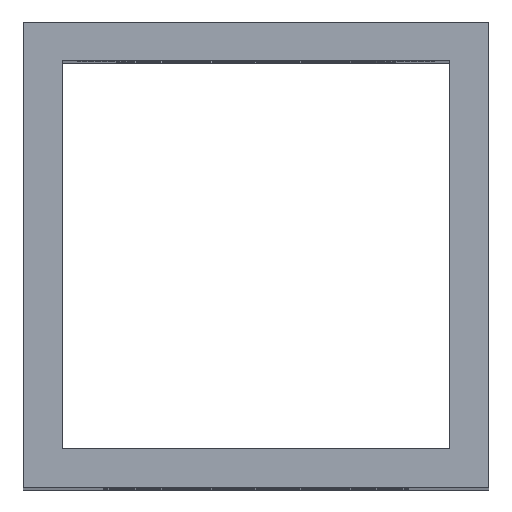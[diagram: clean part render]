
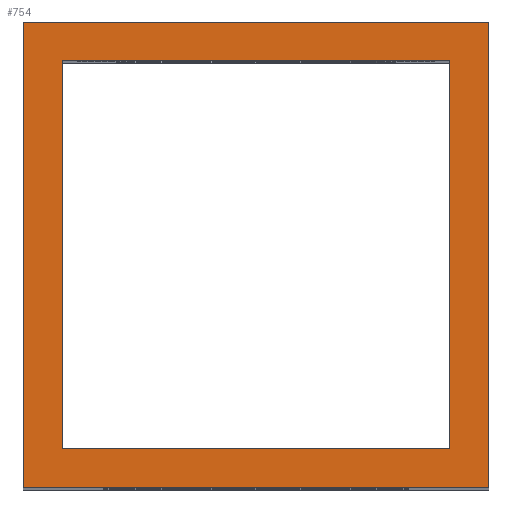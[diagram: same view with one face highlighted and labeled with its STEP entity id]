
A CAD part, top view. The second image highlights one B-rep face of the part: STEP entity #754.
In plain terms, the highlighted planar face has unit normal (0, 0, 1).
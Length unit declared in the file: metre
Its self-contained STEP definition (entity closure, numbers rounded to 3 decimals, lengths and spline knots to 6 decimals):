
#23=PLANE('',#835);
#40=LINE('',#1153,#81);
#47=LINE('',#1187,#88);
#53=LINE('',#1217,#94);
#55=LINE('',#1223,#96);
#56=LINE('',#1225,#97);
#57=LINE('',#1226,#98);
#58=LINE('',#1229,#99);
#59=LINE('',#1230,#100);
#81=VECTOR('',#922,1.);
#88=VECTOR('',#951,1.);
#94=VECTOR('',#981,1.);
#96=VECTOR('',#987,1.);
#97=VECTOR('',#988,1.);
#98=VECTOR('',#989,1.);
#99=VECTOR('',#990,1.);
#100=VECTOR('',#991,1.);
#171=ORIENTED_EDGE('',*,*,#354,.T.);
#172=ORIENTED_EDGE('',*,*,#351,.T.);
#173=ORIENTED_EDGE('',*,*,#318,.T.);
#174=ORIENTED_EDGE('',*,*,#355,.T.);
#175=ORIENTED_EDGE('',*,*,#356,.F.);
#176=ORIENTED_EDGE('',*,*,#357,.F.);
#177=ORIENTED_EDGE('',*,*,#335,.F.);
#178=ORIENTED_EDGE('',*,*,#358,.F.);
#318=EDGE_CURVE('',#412,#411,#40,.T.);
#335=EDGE_CURVE('',#427,#428,#47,.T.);
#351=EDGE_CURVE('',#440,#412,#53,.T.);
#354=EDGE_CURVE('',#442,#440,#55,.T.);
#355=EDGE_CURVE('',#411,#442,#56,.T.);
#356=EDGE_CURVE('',#443,#444,#57,.T.);
#357=EDGE_CURVE('',#428,#443,#58,.T.);
#358=EDGE_CURVE('',#444,#427,#59,.T.);
#411=VERTEX_POINT('',#1152);
#412=VERTEX_POINT('',#1154);
#427=VERTEX_POINT('',#1186);
#428=VERTEX_POINT('',#1188);
#440=VERTEX_POINT('',#1218);
#442=VERTEX_POINT('',#1224);
#443=VERTEX_POINT('',#1227);
#444=VERTEX_POINT('',#1228);
#545=EDGE_LOOP('',(#171,#172,#173,#174));
#546=EDGE_LOOP('',(#175,#176,#177,#178));
#644=FACE_BOUND('',#545,.T.);
#645=FACE_BOUND('',#546,.T.);
#754=ADVANCED_FACE('',(#644,#645),#23,.F.);
#835=AXIS2_PLACEMENT_3D('',#1222,#985,#986);
#922=DIRECTION('',(0.,-1.,0.));
#951=DIRECTION('',(0.,-1.,0.));
#981=DIRECTION('',(-1.,0.,0.));
#985=DIRECTION('',(0.,0.,-1.));
#986=DIRECTION('',(-1.,0.,0.));
#987=DIRECTION('',(0.,1.,0.));
#988=DIRECTION('',(1.,0.,0.));
#989=DIRECTION('',(0.,1.,0.));
#990=DIRECTION('',(1.,0.,0.));
#991=DIRECTION('',(-1.,0.,0.));
#1152=CARTESIAN_POINT('',(-0.01905,-0.01905,0.064));
#1153=CARTESIAN_POINT('',(-0.01905,-0.01905,0.064));
#1154=CARTESIAN_POINT('',(-0.01905,0.01905,0.064));
#1186=CARTESIAN_POINT('',(-0.015875,0.015875,0.064));
#1187=CARTESIAN_POINT('',(-0.015875,-0.015875,0.064));
#1188=CARTESIAN_POINT('',(-0.015875,-0.015875,0.064));
#1217=CARTESIAN_POINT('',(-0.01905,0.01905,0.064));
#1218=CARTESIAN_POINT('',(0.01905,0.01905,0.064));
#1222=CARTESIAN_POINT('',(0.,0.,0.064));
#1223=CARTESIAN_POINT('',(0.01905,-0.01905,0.064));
#1224=CARTESIAN_POINT('',(0.01905,-0.01905,0.064));
#1225=CARTESIAN_POINT('',(-0.01905,-0.01905,0.064));
#1226=CARTESIAN_POINT('',(0.015875,-0.015875,0.064));
#1227=CARTESIAN_POINT('',(0.015875,-0.015875,0.064));
#1228=CARTESIAN_POINT('',(0.015875,0.015875,0.064));
#1229=CARTESIAN_POINT('',(-0.015875,-0.015875,0.064));
#1230=CARTESIAN_POINT('',(-0.015875,0.015875,0.064));
